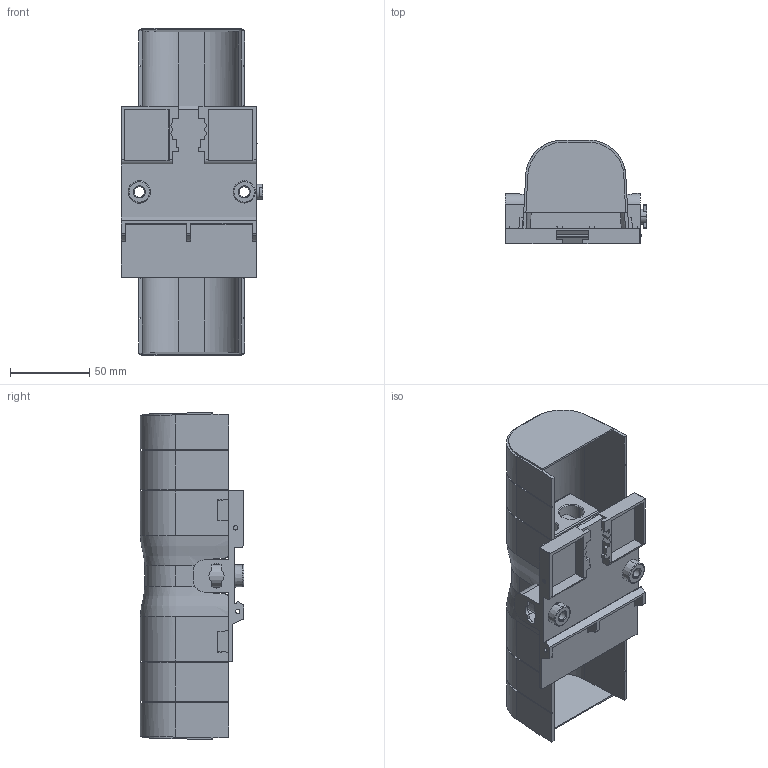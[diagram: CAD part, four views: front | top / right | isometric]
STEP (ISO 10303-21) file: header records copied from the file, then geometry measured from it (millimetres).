
FILE_DESCRIPTION(('STEP AP203'),'1');
FILE_NAME('sblt-500.stp','2024-05-31T12:35:10',('TraceParts'),('TraceParts S.A.'),'Spatial InterOp 3D',' ',' ');
FILE_SCHEMA(('CONFIG_CONTROL_DESIGN'));
Length unit declared in the file: millimetre
Products named in the file (1): 1
Bounding box: 89.23 x 65.19 x 206.09 mm (x, y, z)
Volume: 166661.8 mm3; surface area: 136386.9 mm2
Topology: 12 solids, 15 shells, 1031 faces, 2556 edges, 1575 vertices
Faces by surface type: plane 419, cylinder 286, bspline 181, cone 145
Entity records: 39787 total; most frequent: CARTESIAN_POINT 16996, ORIENTED_EDGE 5104, DIRECTION 4234, EDGE_CURVE 2552, VERTEX_POINT 1575, AXIS2_PLACEMENT_3D 1471, LINE 1292, VECTOR 1292
